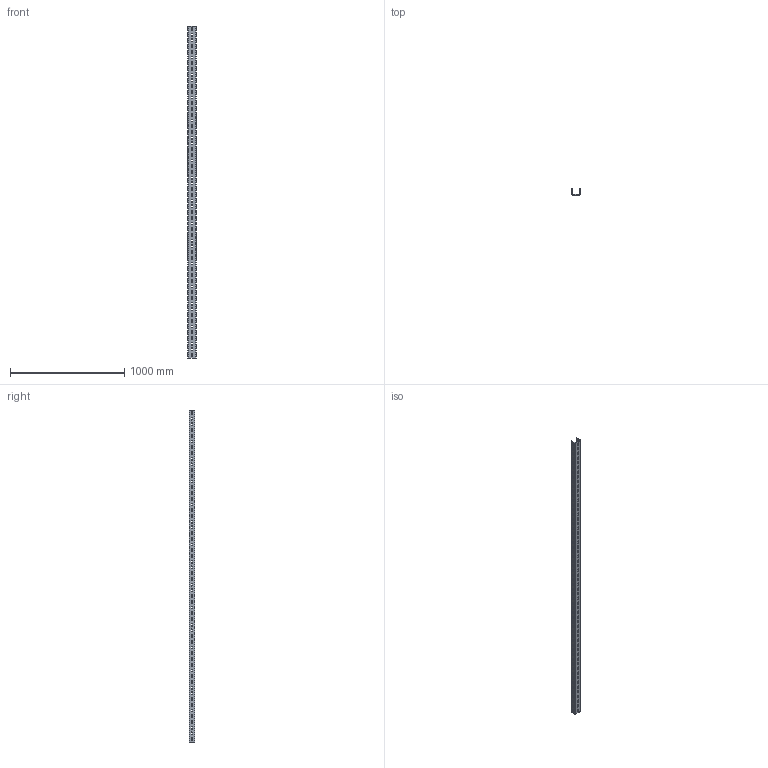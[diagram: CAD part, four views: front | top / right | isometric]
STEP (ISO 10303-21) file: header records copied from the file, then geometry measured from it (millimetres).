
FILE_DESCRIPTION (( 'STEP AP214' ), '1' );
FILE_NAME ('Äåòàë2900.STEP', '2023-04-03T09:01:24', ( '' ), ( '' ), 'SwSTEP 2.0', 'SolidWorks 2022', '' );
FILE_SCHEMA (( 'AUTOMOTIVE_DESIGN' ));
Length unit declared in the file: millimetre
Products named in the file (1): Детал2900
Bounding box: 70 x 50 x 2900 mm (x, y, z)
Volume: 1645207.8 mm3; surface area: 891804.3 mm2
Topology: 1 solids, 1 shells, 884 faces, 2646 edges, 1764 vertices
Faces by surface type: cylinder 526, plane 358
Entity records: 30912 total; most frequent: DIRECTION 5468, CARTESIAN_POINT 5295, ORIENTED_EDGE 5292, EDGE_CURVE 2646, AXIS2_PLACEMENT_3D 1937, VERTEX_POINT 1764, LINE 1594, VECTOR 1594
